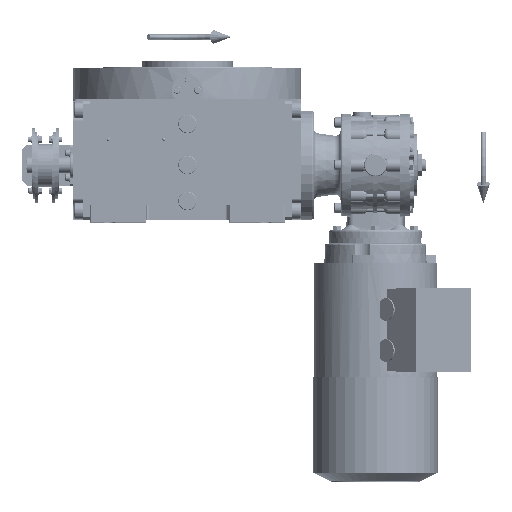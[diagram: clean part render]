
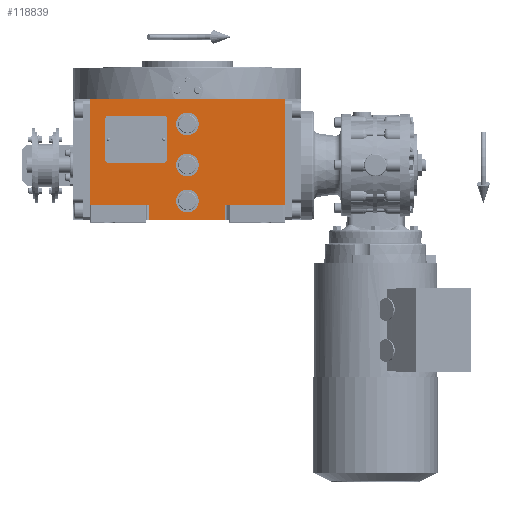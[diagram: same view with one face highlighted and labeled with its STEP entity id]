
A CAD part, top view. The second image highlights one B-rep face of the part: STEP entity #118839.
In plain terms, the highlighted planar face has unit normal (0, 0, 1).
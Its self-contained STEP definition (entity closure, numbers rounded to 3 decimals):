
#59 = VECTOR ( 'NONE', #119831, 1000. ) ;
#523 = CARTESIAN_POINT ( 'NONE',  ( 0., 0., 163.5 ) ) ;
#541 = EDGE_CURVE ( 'NONE', #50033, #149593, #143624, .T. ) ;
#1416 = CARTESIAN_POINT ( 'NONE',  ( -94.5, -38.5, 163.5 ) ) ;
#1447 = DIRECTION ( 'NONE',  ( 0., 0., 1. ) ) ;
#1679 = CARTESIAN_POINT ( 'NONE',  ( 0., -35., 163.5 ) ) ;
#11708 = CARTESIAN_POINT ( 'NONE',  ( -94.5, 64.5, 163.5 ) ) ;
#12399 = DIRECTION ( 'NONE',  ( 1., 0., 0. ) ) ;
#14937 = VECTOR ( 'NONE', #93573, 1000. ) ;
#18727 = EDGE_LOOP ( 'NONE', ( #20046, #81683 ) ) ;
#19153 = CARTESIAN_POINT ( 'NONE',  ( 37., -38.5, 163.5 ) ) ;
#19802 = LINE ( 'NONE', #56005, #142990 ) ;
#20046 = ORIENTED_EDGE ( 'NONE', *, *, #56473, .F. ) ;
#20588 = DIRECTION ( 'NONE',  ( 0., 0., 1. ) ) ;
#21051 = LINE ( 'NONE', #130738, #108036 ) ;
#23755 = CARTESIAN_POINT ( 'NONE',  ( 37., -38.5, 163.5 ) ) ;
#25023 = FACE_BOUND ( 'NONE', #128497, .T. ) ;
#27741 = DIRECTION ( 'NONE',  ( -1., 0., 0. ) ) ;
#28359 = FACE_OUTER_BOUND ( 'NONE', #135960, .T. ) ;
#29326 = EDGE_CURVE ( 'NONE', #122795, #70585, #130501, .T. ) ;
#29365 = ORIENTED_EDGE ( 'NONE', *, *, #541, .T. ) ;
#31058 = LINE ( 'NONE', #97511, #159390 ) ;
#32501 = VERTEX_POINT ( 'NONE', #11708 ) ;
#33223 = ORIENTED_EDGE ( 'NONE', *, *, #118615, .F. ) ;
#36063 = ORIENTED_EDGE ( 'NONE', *, *, #72600, .F. ) ;
#36149 = ORIENTED_EDGE ( 'NONE', *, *, #29326, .F. ) ;
#42186 = CARTESIAN_POINT ( 'NONE',  ( -37., -53.5, 163.5 ) ) ;
#42247 = DIRECTION ( 'NONE',  ( -1., 0., 0. ) ) ;
#44225 = VERTEX_POINT ( 'NONE', #19153 ) ;
#45088 = EDGE_CURVE ( 'NONE', #44225, #78950, #21051, .T. ) ;
#46803 = CARTESIAN_POINT ( 'NONE',  ( -11., -35., 163.5 ) ) ;
#46813 = CARTESIAN_POINT ( 'NONE',  ( -37., -53.5, 163.5 ) ) ;
#47774 = CARTESIAN_POINT ( 'NONE',  ( 94.5, -38.5, 163.5 ) ) ;
#50033 = VERTEX_POINT ( 'NONE', #159120 ) ;
#52331 = ORIENTED_EDGE ( 'NONE', *, *, #92056, .F. ) ;
#52522 = CARTESIAN_POINT ( 'NONE',  ( -11., 40., 163.5 ) ) ;
#53588 = CARTESIAN_POINT ( 'NONE',  ( -94.5, -53.5, 163.5 ) ) ;
#54195 = LINE ( 'NONE', #145103, #59 ) ;
#54591 = DIRECTION ( 'NONE',  ( 0., 1., 0. ) ) ;
#54791 = LINE ( 'NONE', #42186, #14937 ) ;
#54854 = CARTESIAN_POINT ( 'NONE',  ( 0., 40., 163.5 ) ) ;
#56005 = CARTESIAN_POINT ( 'NONE',  ( -94.5, -38.5, 163.5 ) ) ;
#56473 = EDGE_CURVE ( 'NONE', #129030, #97809, #164629, .T. ) ;
#57875 = EDGE_CURVE ( 'NONE', #97809, #129030, #62587, .T. ) ;
#60659 = VECTOR ( 'NONE', #161819, 1000. ) ;
#62587 = CIRCLE ( 'NONE', #156707, 11. ) ;
#65335 = DIRECTION ( 'NONE',  ( 1., 0., 0. ) ) ;
#70585 = VERTEX_POINT ( 'NONE', #102475 ) ;
#71477 = DIRECTION ( 'NONE',  ( 0., 1., 0. ) ) ;
#71833 = EDGE_CURVE ( 'NONE', #70585, #122795, #78395, .T. ) ;
#72600 = EDGE_CURVE ( 'NONE', #153052, #111249, #102856, .T. ) ;
#77109 = CARTESIAN_POINT ( 'NONE',  ( -11., 0., 163.5 ) ) ;
#78395 = CIRCLE ( 'NONE', #89214, 11. ) ;
#78950 = VERTEX_POINT ( 'NONE', #93532 ) ;
#81405 = AXIS2_PLACEMENT_3D ( 'NONE', #1679, #156521, #27741 ) ;
#81407 = AXIS2_PLACEMENT_3D ( 'NONE', #53588, #1447, #12399 ) ;
#81683 = ORIENTED_EDGE ( 'NONE', *, *, #57875, .F. ) ;
#81810 = DIRECTION ( 'NONE',  ( 0., 0., 1. ) ) ;
#84158 = DIRECTION ( 'NONE',  ( 1., 0., 0. ) ) ;
#85393 = CARTESIAN_POINT ( 'NONE',  ( 0., 40., 163.5 ) ) ;
#89071 = VECTOR ( 'NONE', #54591, 1000. ) ;
#89214 = AXIS2_PLACEMENT_3D ( 'NONE', #122020, #96798, #84158 ) ;
#89829 = FACE_BOUND ( 'NONE', #18727, .T. ) ;
#90064 = ORIENTED_EDGE ( 'NONE', *, *, #138732, .F. ) ;
#92056 = EDGE_CURVE ( 'NONE', #111249, #153052, #130716, .T. ) ;
#92101 = AXIS2_PLACEMENT_3D ( 'NONE', #85393, #20588, #124877 ) ;
#92127 = ORIENTED_EDGE ( 'NONE', *, *, #71833, .F. ) ;
#93371 = LINE ( 'NONE', #157313, #89071 ) ;
#93532 = CARTESIAN_POINT ( 'NONE',  ( 37., -53.5, 163.5 ) ) ;
#93573 = DIRECTION ( 'NONE',  ( 1., 0., 0. ) ) ;
#96798 = DIRECTION ( 'NONE',  ( 0., 0., 1. ) ) ;
#97511 = CARTESIAN_POINT ( 'NONE',  ( -37., -53.5, 163.5 ) ) ;
#97809 = VERTEX_POINT ( 'NONE', #52522 ) ;
#97905 = EDGE_CURVE ( 'NONE', #32501, #117885, #54195, .T. ) ;
#99517 = LINE ( 'NONE', #23755, #60659 ) ;
#101399 = CARTESIAN_POINT ( 'NONE',  ( 94.5, 64.5, 163.5 ) ) ;
#102426 = FACE_BOUND ( 'NONE', #110562, .T. ) ;
#102475 = CARTESIAN_POINT ( 'NONE',  ( 11., 0., 163.5 ) ) ;
#102856 = CIRCLE ( 'NONE', #81405, 11. ) ;
#104714 = ORIENTED_EDGE ( 'NONE', *, *, #117171, .T. ) ;
#105682 = DIRECTION ( 'NONE',  ( 0., 1., 0. ) ) ;
#106903 = CARTESIAN_POINT ( 'NONE',  ( 0., -35., 163.5 ) ) ;
#108036 = VECTOR ( 'NONE', #110240, 1000. ) ;
#108121 = ORIENTED_EDGE ( 'NONE', *, *, #150790, .T. ) ;
#108546 = DIRECTION ( 'NONE',  ( 0., 0., 1. ) ) ;
#109641 = CARTESIAN_POINT ( 'NONE',  ( -37., -38.5, 163.5 ) ) ;
#110240 = DIRECTION ( 'NONE',  ( 0., -1., 0. ) ) ;
#110562 = EDGE_LOOP ( 'NONE', ( #52331, #36063 ) ) ;
#111249 = VERTEX_POINT ( 'NONE', #141330 ) ;
#111870 = CARTESIAN_POINT ( 'NONE',  ( 11., 40., 163.5 ) ) ;
#117171 = EDGE_CURVE ( 'NONE', #117365, #117885, #93371, .T. ) ;
#117365 = VERTEX_POINT ( 'NONE', #47774 ) ;
#117885 = VERTEX_POINT ( 'NONE', #101399 ) ;
#118615 = EDGE_CURVE ( 'NONE', #147866, #149593, #31058, .T. ) ;
#118649 = DIRECTION ( 'NONE',  ( 1., 0., 0. ) ) ;
#118839 = ADVANCED_FACE ( 'NONE', ( #25023, #102426, #89829, #28359 ), #127696, .T. ) ;
#119831 = DIRECTION ( 'NONE',  ( 1., 0., 0. ) ) ;
#121769 = ORIENTED_EDGE ( 'NONE', *, *, #97905, .F. ) ;
#122020 = CARTESIAN_POINT ( 'NONE',  ( 0., 0., 163.5 ) ) ;
#122795 = VERTEX_POINT ( 'NONE', #77109 ) ;
#124877 = DIRECTION ( 'NONE',  ( 1., 0., 0. ) ) ;
#125770 = ORIENTED_EDGE ( 'NONE', *, *, #45088, .F. ) ;
#127448 = VECTOR ( 'NONE', #65335, 1000. ) ;
#127696 = PLANE ( 'NONE',  #81407 ) ;
#128488 = DIRECTION ( 'NONE',  ( 0., 0., 1. ) ) ;
#128497 = EDGE_LOOP ( 'NONE', ( #92127, #36149 ) ) ;
#129030 = VERTEX_POINT ( 'NONE', #111870 ) ;
#130501 = CIRCLE ( 'NONE', #160071, 11. ) ;
#130716 = CIRCLE ( 'NONE', #152210, 11. ) ;
#130738 = CARTESIAN_POINT ( 'NONE',  ( 37., -38.5, 163.5 ) ) ;
#132219 = ORIENTED_EDGE ( 'NONE', *, *, #160045, .T. ) ;
#135960 = EDGE_LOOP ( 'NONE', ( #108121, #125770, #132219, #104714, #121769, #90064, #29365, #33223 ) ) ;
#138732 = EDGE_CURVE ( 'NONE', #50033, #32501, #19802, .T. ) ;
#141330 = CARTESIAN_POINT ( 'NONE',  ( 11., -35., 163.5 ) ) ;
#142990 = VECTOR ( 'NONE', #105682, 1000. ) ;
#143591 = DIRECTION ( 'NONE',  ( -1., 0., 0. ) ) ;
#143624 = LINE ( 'NONE', #1416, #127448 ) ;
#145103 = CARTESIAN_POINT ( 'NONE',  ( -94.5, 64.5, 163.5 ) ) ;
#147866 = VERTEX_POINT ( 'NONE', #46813 ) ;
#149593 = VERTEX_POINT ( 'NONE', #109641 ) ;
#150790 = EDGE_CURVE ( 'NONE', #147866, #78950, #54791, .T. ) ;
#152210 = AXIS2_PLACEMENT_3D ( 'NONE', #106903, #108546, #118649 ) ;
#153052 = VERTEX_POINT ( 'NONE', #46803 ) ;
#156521 = DIRECTION ( 'NONE',  ( 0., 0., 1. ) ) ;
#156707 = AXIS2_PLACEMENT_3D ( 'NONE', #54854, #81810, #42247 ) ;
#157313 = CARTESIAN_POINT ( 'NONE',  ( 94.5, -38.5, 163.5 ) ) ;
#159120 = CARTESIAN_POINT ( 'NONE',  ( -94.5, -38.5, 163.5 ) ) ;
#159390 = VECTOR ( 'NONE', #71477, 1000. ) ;
#160045 = EDGE_CURVE ( 'NONE', #44225, #117365, #99517, .T. ) ;
#160071 = AXIS2_PLACEMENT_3D ( 'NONE', #523, #128488, #143591 ) ;
#161819 = DIRECTION ( 'NONE',  ( 1., 0., 0. ) ) ;
#164629 = CIRCLE ( 'NONE', #92101, 11. ) ;
